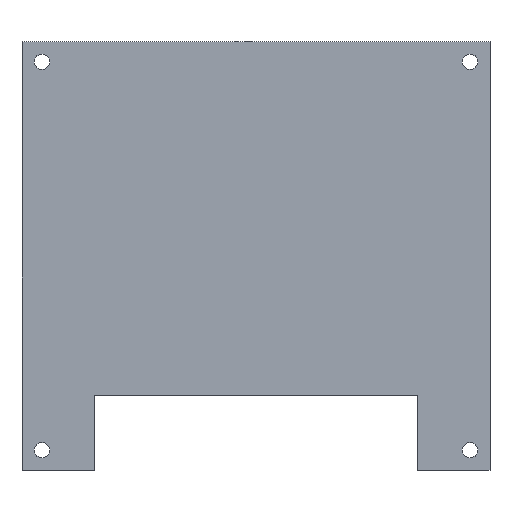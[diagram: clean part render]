
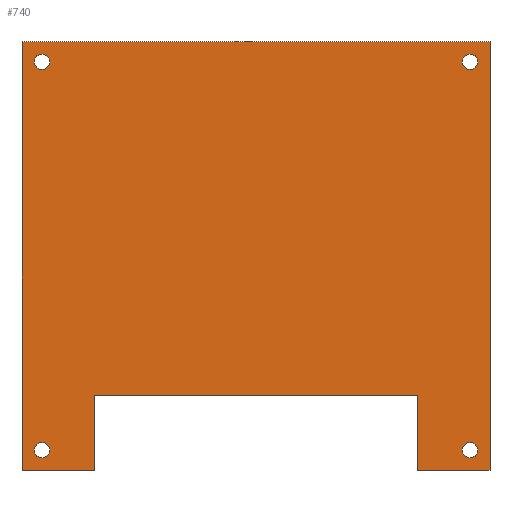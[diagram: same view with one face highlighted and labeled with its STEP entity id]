
A CAD part, top view. The second image highlights one B-rep face of the part: STEP entity #740.
In plain terms, the highlighted planar face has unit normal (0, 0, 1).
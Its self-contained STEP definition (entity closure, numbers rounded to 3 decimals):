
#47=FACE_BOUND('',#291,.T.);
#48=FACE_BOUND('',#292,.T.);
#49=FACE_BOUND('',#293,.T.);
#50=FACE_BOUND('',#294,.T.);
#64=LINE('',#1152,#122);
#66=LINE('',#1156,#124);
#73=LINE('',#1169,#131);
#76=LINE('',#1176,#134);
#100=LINE('',#1265,#158);
#103=LINE('',#1269,#161);
#105=LINE('',#1274,#163);
#108=LINE('',#1278,#166);
#122=VECTOR('',#926,10.);
#124=VECTOR('',#930,10.);
#131=VECTOR('',#939,10.);
#134=VECTOR('',#946,10.);
#158=VECTOR('',#1052,10.);
#161=VECTOR('',#1057,10.);
#163=VECTOR('',#1061,10.);
#166=VECTOR('',#1066,10.);
#190=PLANE('',#839);
#234=FACE_OUTER_BOUND('',#290,.T.);
#290=EDGE_LOOP('',(#681,#682,#683,#684,#685,#686,#687,#688));
#291=EDGE_LOOP('',(#689));
#292=EDGE_LOOP('',(#690));
#293=EDGE_LOOP('',(#691));
#294=EDGE_LOOP('',(#692));
#331=CIRCLE('',#827,1.55);
#332=CIRCLE('',#829,1.55);
#333=CIRCLE('',#831,1.55);
#334=CIRCLE('',#833,1.55);
#363=VERTEX_POINT('',#1149);
#364=VERTEX_POINT('',#1151);
#365=VERTEX_POINT('',#1155);
#370=VERTEX_POINT('',#1167);
#372=VERTEX_POINT('',#1175);
#389=VERTEX_POINT('',#1243);
#390=VERTEX_POINT('',#1247);
#391=VERTEX_POINT('',#1251);
#392=VERTEX_POINT('',#1255);
#395=VERTEX_POINT('',#1262);
#396=VERTEX_POINT('',#1264);
#398=VERTEX_POINT('',#1273);
#436=EDGE_CURVE('',#364,#363,#64,.T.);
#438=EDGE_CURVE('',#365,#364,#66,.T.);
#445=EDGE_CURVE('',#363,#370,#73,.T.);
#448=EDGE_CURVE('',#372,#365,#76,.T.);
#478=EDGE_CURVE('',#389,#389,#331,.T.);
#480=EDGE_CURVE('',#390,#390,#332,.T.);
#482=EDGE_CURVE('',#391,#391,#333,.T.);
#484=EDGE_CURVE('',#392,#392,#334,.T.);
#488=EDGE_CURVE('',#396,#395,#100,.T.);
#491=EDGE_CURVE('',#370,#396,#103,.T.);
#493=EDGE_CURVE('',#398,#372,#105,.T.);
#496=EDGE_CURVE('',#395,#398,#108,.T.);
#681=ORIENTED_EDGE('',*,*,#445,.T.);
#682=ORIENTED_EDGE('',*,*,#491,.T.);
#683=ORIENTED_EDGE('',*,*,#488,.T.);
#684=ORIENTED_EDGE('',*,*,#496,.T.);
#685=ORIENTED_EDGE('',*,*,#493,.T.);
#686=ORIENTED_EDGE('',*,*,#448,.T.);
#687=ORIENTED_EDGE('',*,*,#438,.T.);
#688=ORIENTED_EDGE('',*,*,#436,.T.);
#689=ORIENTED_EDGE('',*,*,#484,.T.);
#690=ORIENTED_EDGE('',*,*,#482,.T.);
#691=ORIENTED_EDGE('',*,*,#480,.T.);
#692=ORIENTED_EDGE('',*,*,#478,.T.);
#740=ADVANCED_FACE('',(#234,#47,#48,#49,#50),#190,.F.);
#827=AXIS2_PLACEMENT_3D('',#1244,#1030,#1031);
#829=AXIS2_PLACEMENT_3D('',#1248,#1035,#1036);
#831=AXIS2_PLACEMENT_3D('',#1252,#1040,#1041);
#833=AXIS2_PLACEMENT_3D('',#1256,#1045,#1046);
#839=AXIS2_PLACEMENT_3D('',#1280,#1069,#1070);
#926=DIRECTION('',(1.,0.,0.));
#930=DIRECTION('',(0.,1.,0.));
#939=DIRECTION('',(0.,-1.,0.));
#946=DIRECTION('',(1.,0.,0.));
#1030=DIRECTION('center_axis',(0.,0.,-1.));
#1031=DIRECTION('ref_axis',(-1.,0.,0.));
#1035=DIRECTION('center_axis',(0.,0.,-1.));
#1036=DIRECTION('ref_axis',(-1.,0.,0.));
#1040=DIRECTION('center_axis',(0.,0.,-1.));
#1041=DIRECTION('ref_axis',(-1.,0.,0.));
#1045=DIRECTION('center_axis',(0.,0.,-1.));
#1046=DIRECTION('ref_axis',(-1.,0.,0.));
#1052=DIRECTION('',(0.,1.,0.));
#1057=DIRECTION('',(1.,0.,0.));
#1061=DIRECTION('',(0.,-1.,0.));
#1066=DIRECTION('',(-1.,0.,0.));
#1069=DIRECTION('center_axis',(0.,0.,-1.));
#1070=DIRECTION('ref_axis',(-1.,0.,0.));
#1149=CARTESIAN_POINT('',(-12.676,-3.209,20.));
#1151=CARTESIAN_POINT('',(-77.676,-3.209,20.));
#1152=CARTESIAN_POINT('',(-61.426,-3.209,20.));
#1155=CARTESIAN_POINT('',(-77.676,-18.209,20.));
#1156=CARTESIAN_POINT('',(-77.676,3.291,20.));
#1167=CARTESIAN_POINT('',(-12.676,-18.209,20.));
#1169=CARTESIAN_POINT('',(-12.676,10.791,20.));
#1175=CARTESIAN_POINT('',(-92.176,-18.209,20.));
#1176=CARTESIAN_POINT('',(-92.176,-18.209,20.));
#1243=CARTESIAN_POINT('',(-0.626,63.791,20.));
#1244=CARTESIAN_POINT('Origin',(-2.176,63.791,20.));
#1247=CARTESIAN_POINT('',(-86.626,-14.209,20.));
#1248=CARTESIAN_POINT('Origin',(-88.176,-14.209,20.));
#1251=CARTESIAN_POINT('',(-86.626,63.791,20.));
#1252=CARTESIAN_POINT('Origin',(-88.176,63.791,20.));
#1255=CARTESIAN_POINT('',(-0.626,-14.209,20.));
#1256=CARTESIAN_POINT('Origin',(-2.176,-14.209,20.));
#1262=CARTESIAN_POINT('',(1.824,67.791,20.));
#1264=CARTESIAN_POINT('',(1.824,-18.209,20.));
#1265=CARTESIAN_POINT('',(1.824,-18.209,20.));
#1269=CARTESIAN_POINT('',(-92.176,-18.209,20.));
#1273=CARTESIAN_POINT('',(-92.176,67.791,20.));
#1274=CARTESIAN_POINT('',(-92.176,67.791,20.));
#1278=CARTESIAN_POINT('',(1.824,67.791,20.));
#1280=CARTESIAN_POINT('Origin',(-45.176,24.791,20.));
